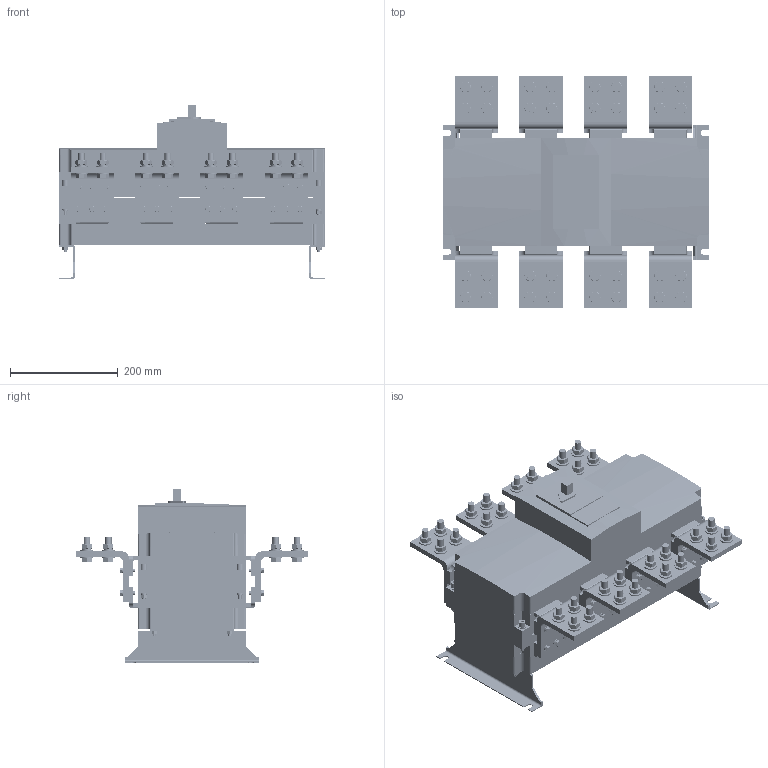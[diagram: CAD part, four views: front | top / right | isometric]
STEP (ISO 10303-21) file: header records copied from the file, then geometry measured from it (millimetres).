
FILE_DESCRIPTION((''),'2;1');
FILE_NAME('NH40-2000-4_ASM','2021-03-15T',('wangpeng'),(''),'PRO/ENGINEER BY PARAMETRIC TECHNOLOGY CORPORATION, 2009460','PRO/ENGINEER BY PARAMETRIC TECHNOLOGY CORPORATION, 2009460','');
FILE_SCHEMA(('AUTOMOTIVE_DESIGN { 1 0 10303 214 1 1 1 1 }'));
Length unit declared in the file: millimetre
Products named in the file (19): BANNH40-2000-4; DZNH40-2000-4; AZBNH40-2000-4; LJBNH40-2000-4; CTNH40-2000-4; SGNH40-2000-4; FZNH40-2000-4; ZSJNH40-2000-4; PDQ12; LSM12; TDQ12; LMM12; PDQ8; PDQ6; TDQ6; LSM6; NLFLSM6; LMM6; NH40-2000-4_ASM
Assembly tree (356 placements, depth 2):
  NH40-2000-4_ASM
    BANNH40-2000-4  x2
    DZNH40-2000-4
    AZBNH40-2000-4  x2
    LJBNH40-2000-4  x8
    CTNH40-2000-4  x8
    SGNH40-2000-4
    FZNH40-2000-4
    ZSJNH40-2000-4
    PDQ12  x64
    LSM12  x32
    TDQ12  x32
    LMM12  x32
    PDQ8  x4
    PDQ6  x52
    TDQ6  x52
    LSM6  x53
    NLFLSM6  x4
    LMM6  x7
Bounding box: 492 x 430 x 321 mm (x, y, z)
Volume: 20503058 mm3; surface area: 2088810.8 mm2
Topology: 356 solids, 356 shells, 4516 faces, 10148 edges, 6438 vertices
Faces by surface type: plane 2067, cylinder 1471, cone 978
Entity records: 17082 total; most frequent: CARTESIAN_POINT 3287, DIRECTION 2615, ORIENTED_EDGE 1886, AXIS2_PLACEMENT_3D 1025, EDGE_CURVE 943, VERTEX_POINT 616, VECTOR 565, LINE 565
